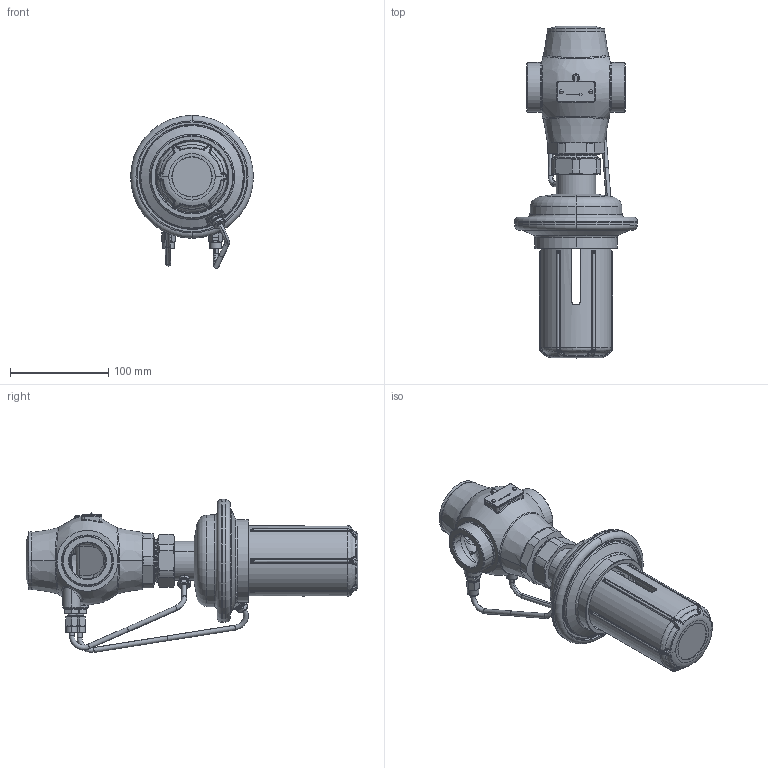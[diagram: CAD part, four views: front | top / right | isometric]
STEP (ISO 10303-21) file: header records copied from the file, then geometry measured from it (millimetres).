
FILE_DESCRIPTION((''),'2;1');
FILE_NAME('003H6599_ASM','2013-08-14T',('u258099'),('Danfoss'),'PRO/ENGINEER BY PARAMETRIC TECHNOLOGY CORPORATION, 2010370','PRO/ENGINEER BY PARAMETRIC TECHNOLOGY CORPORATION, 2010370','');
FILE_SCHEMA(('CONFIG_CONTROL_DESIGN'));
Length unit declared in the file: millimetre
Products named in the file (24): 8882046; 8882807_ASM; 8882846; 8882891_ASM; 8883810; 8883816_ASM; 88810790_ZAVIHAN; 8883808_INST; 8890090; 8883750_ASM; 8883510; 5454030; 5211524; 8881022; STICKER-ACTUATOR; 8882042; 5454032; 88810710; 5191729; 8882005; 5589607; 8883531B; 8883545B; 003H6599_ASM
Assembly tree (32 placements, depth 3):
  003H6599_ASM
    8882807_ASM
      8882046
    8882891_ASM
      8882846
    8883750_ASM
      8883810
      8883816_ASM
      88810790_ZAVIHAN
      8883808_INST
      8890090
    8883510
    5454030  x2
    5211524  x4
    8881022  x2
    STICKER-ACTUATOR
    8882042
    5454032  x2
    88810710  x2
    5191729  x2
    8882005
    5589607  x2
    8883531B
    8883545B
Bounding box: 125.09 x 337.9 x 155.91 mm (x, y, z)
Volume: 631868.3 mm3; surface area: 285034.9 mm2
Topology: 28 solids, 48 shells, 1766 faces, 4084 edges, 2459 vertices
Faces by surface type: plane 493, cylinder 489, cone 293, bspline 252, torus 221, sphere 18
Entity records: 56576 total; most frequent: CARTESIAN_POINT 21846, ORIENTED_EDGE 7214, DIRECTION 7155, EDGE_CURVE 3641, AXIS2_PLACEMENT_3D 3036, VERTEX_POINT 2190, EDGE_LOOP 1687, CIRCLE 1642
